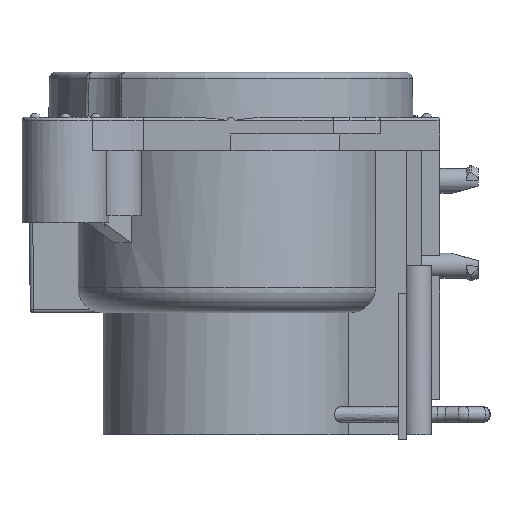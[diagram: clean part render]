
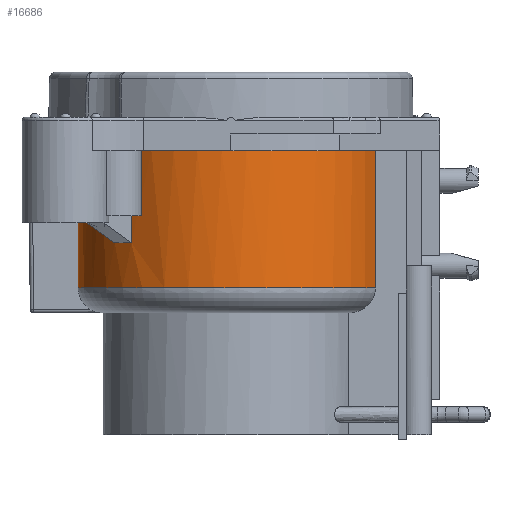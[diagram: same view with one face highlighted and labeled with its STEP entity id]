
A CAD part, left-side view. The second image highlights one B-rep face of the part: STEP entity #16686.
In plain terms, the highlighted cylindrical face has radius 9.15 mm (diameter 18.3 mm), a partial arc.
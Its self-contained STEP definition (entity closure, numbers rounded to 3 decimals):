
#243=CYLINDRICAL_SURFACE('',#18014,9.15);
#750=CIRCLE('',#17930,9.15);
#761=CIRCLE('',#17944,9.15);
#791=CIRCLE('',#18015,9.15);
#1610=FACE_OUTER_BOUND('',#2517,.T.);
#2517=EDGE_LOOP('',(#14144,#14145,#14146,#14147,#14148,#14149,#14150,#14151));
#2780=B_SPLINE_CURVE_WITH_KNOTS('',3,(#30167,#30168,#30169,#30170),
 .UNSPECIFIED.,.F.,.F.,(4,4),(0.,1.),.UNSPECIFIED.);
#2787=B_SPLINE_CURVE_WITH_KNOTS('',3,(#30390,#30391,#30392,#30393,#30394,
#30395,#30396,#30397,#30398,#30399,#30400,#30401,#30402),.UNSPECIFIED.,
 .F.,.F.,(4,3,3,3,4),(0.,0.041,0.07,
0.099,0.14),.UNSPECIFIED.);
#4287=LINE('',#30246,#5947);
#4319=LINE('',#30374,#5979);
#4355=LINE('',#30566,#6015);
#5947=VECTOR('',#21802,8.2);
#5979=VECTOR('',#21896,5.519);
#6015=VECTOR('',#22040,5.519);
#7479=VERTEX_POINT('',#30157);
#7480=VERTEX_POINT('',#30166);
#7490=VERTEX_POINT('',#30243);
#7491=VERTEX_POINT('',#30245);
#7493=VERTEX_POINT('',#30263);
#7519=VERTEX_POINT('',#30322);
#7536=VERTEX_POINT('',#30367);
#7537=VERTEX_POINT('',#30389);
#9679=EDGE_CURVE('',#7480,#7479,#2780,.T.);
#9701=EDGE_CURVE('',#7491,#7490,#4287,.T.);
#9704=EDGE_CURVE('',#7480,#7493,#750,.T.);
#9735=EDGE_CURVE('',#7519,#7490,#761,.T.);
#9758=EDGE_CURVE('',#7493,#7536,#4319,.T.);
#9759=EDGE_CURVE('',#7536,#7537,#2787,.T.);
#9823=EDGE_CURVE('',#7519,#7537,#4355,.T.);
#9824=EDGE_CURVE('',#7491,#7479,#791,.T.);
#14144=ORIENTED_EDGE('',*,*,#9759,.F.);
#14145=ORIENTED_EDGE('',*,*,#9758,.F.);
#14146=ORIENTED_EDGE('',*,*,#9704,.F.);
#14147=ORIENTED_EDGE('',*,*,#9679,.T.);
#14148=ORIENTED_EDGE('',*,*,#9824,.F.);
#14149=ORIENTED_EDGE('',*,*,#9701,.T.);
#14150=ORIENTED_EDGE('',*,*,#9735,.F.);
#14151=ORIENTED_EDGE('',*,*,#9823,.T.);
#16686=ADVANCED_FACE('',(#1610),#243,.T.);
#17930=AXIS2_PLACEMENT_3D('',#30264,#21805,#21806);
#17944=AXIS2_PLACEMENT_3D('',#30324,#21853,#21854);
#18014=AXIS2_PLACEMENT_3D('',#30567,#22041,#22042);
#18015=AXIS2_PLACEMENT_3D('',#30568,#22043,#22044);
#21802=DIRECTION('',(0.,0.,1.));
#21805=DIRECTION('center_axis',(0.,0.,1.));
#21806=DIRECTION('ref_axis',(0.22,0.976,0.));
#21853=DIRECTION('center_axis',(0.,0.,1.));
#21854=DIRECTION('ref_axis',(-0.759,0.651,0.));
#21896=DIRECTION('',(0.,0.,-1.));
#22040=DIRECTION('',(0.,0.,-1.));
#22041=DIRECTION('center_axis',(0.,0.,-1.));
#22042=DIRECTION('ref_axis',(-1.,0.,0.));
#22043=DIRECTION('center_axis',(0.,0.,-1.));
#22044=DIRECTION('ref_axis',(-0.328,-0.945,0.));
#30157=CARTESIAN_POINT('',(14.58,23.711,-11.85));
#30166=CARTESIAN_POINT('',(14.509,23.727,-3.65));
#30167=CARTESIAN_POINT('Ctrl Pts',(14.509,23.727,-3.65));
#30168=CARTESIAN_POINT('Ctrl Pts',(14.533,23.722,-6.383));
#30169=CARTESIAN_POINT('Ctrl Pts',(14.556,23.716,-9.117));
#30170=CARTESIAN_POINT('Ctrl Pts',(14.58,23.711,-11.85));
#30243=CARTESIAN_POINT('',(9.5,6.156,-3.65));
#30245=CARTESIAN_POINT('',(9.5,6.156,-11.85));
#30246=CARTESIAN_POINT('',(9.5,6.156,-11.85));
#30263=CARTESIAN_POINT('',(6.544,21.746,-3.65));
#30264=CARTESIAN_POINT('Origin',(12.5,14.8,-3.65));
#30322=CARTESIAN_POINT('',(5.554,20.756,-3.65));
#30324=CARTESIAN_POINT('Origin',(12.5,14.8,-3.65));
#30367=CARTESIAN_POINT('',(6.544,21.746,-9.169));
#30374=CARTESIAN_POINT('',(6.544,21.746,-3.65));
#30389=CARTESIAN_POINT('',(5.554,20.756,-9.169));
#30390=CARTESIAN_POINT('Ctrl Pts',(6.544,21.746,-9.169));
#30391=CARTESIAN_POINT('Ctrl Pts',(6.44,21.657,-9.164));
#30392=CARTESIAN_POINT('Ctrl Pts',(6.338,21.566,-9.16));
#30393=CARTESIAN_POINT('Ctrl Pts',(6.239,21.472,-9.158));
#30394=CARTESIAN_POINT('Ctrl Pts',(6.169,21.407,-9.156));
#30395=CARTESIAN_POINT('Ctrl Pts',(6.1,21.34,-9.155));
#30396=CARTESIAN_POINT('Ctrl Pts',(6.032,21.272,-9.155));
#30397=CARTESIAN_POINT('Ctrl Pts',(5.963,21.203,-9.155));
#30398=CARTESIAN_POINT('Ctrl Pts',(5.895,21.133,-9.156));
#30399=CARTESIAN_POINT('Ctrl Pts',(5.828,21.061,-9.158));
#30400=CARTESIAN_POINT('Ctrl Pts',(5.734,20.962,-9.16));
#30401=CARTESIAN_POINT('Ctrl Pts',(5.643,20.86,-9.164));
#30402=CARTESIAN_POINT('Ctrl Pts',(5.554,20.756,-9.169));
#30566=CARTESIAN_POINT('',(5.554,20.756,-3.65));
#30567=CARTESIAN_POINT('Origin',(12.5,14.8,-3.65));
#30568=CARTESIAN_POINT('Origin',(12.5,14.8,-11.85));
